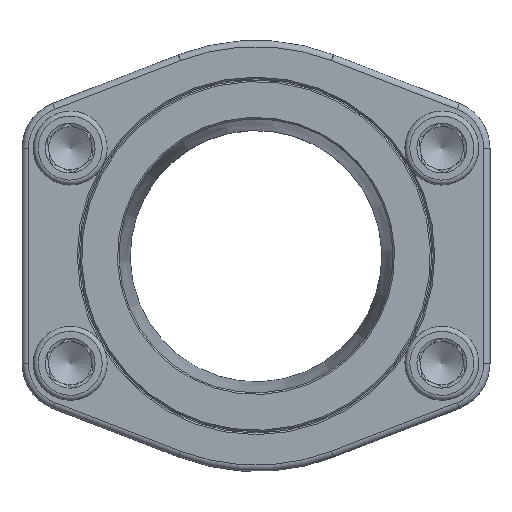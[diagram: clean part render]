
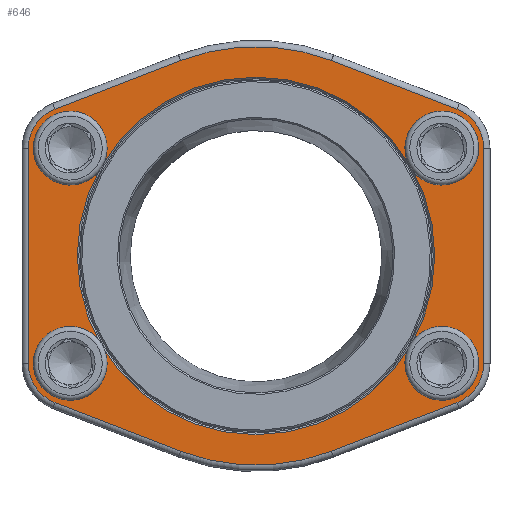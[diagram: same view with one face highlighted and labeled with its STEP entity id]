
A CAD part, top view. The second image highlights one B-rep face of the part: STEP entity #646.
In plain terms, the highlighted face is planar.
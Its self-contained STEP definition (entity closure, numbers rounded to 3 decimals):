
#225=LINE('',#3800,#285);
#226=LINE('',#3805,#286);
#227=LINE('',#3809,#287);
#228=LINE('',#3813,#288);
#229=LINE('',#3817,#289);
#230=LINE('',#3821,#290);
#285=VECTOR('',#2929,1.);
#286=VECTOR('',#2932,1.);
#287=VECTOR('',#2935,1.);
#288=VECTOR('',#2938,1.);
#289=VECTOR('',#2941,1.);
#290=VECTOR('',#2944,1.);
#521=FACE_BOUND('',#967,.T.);
#522=FACE_BOUND('',#968,.T.);
#523=FACE_BOUND('',#969,.T.);
#524=FACE_BOUND('',#970,.T.);
#525=FACE_BOUND('',#971,.T.);
#526=FACE_BOUND('',#972,.T.);
#646=ADVANCED_FACE('',(#521,#522,#523,#524,#525,#526),#747,.T.);
#747=PLANE('',#2397);
#967=EDGE_LOOP('',(#1357));
#968=EDGE_LOOP('',(#1358));
#969=EDGE_LOOP('',(#1359));
#970=EDGE_LOOP('',(#1360));
#971=EDGE_LOOP('',(#1361,#1362,#1363,#1364,#1365,#1366,#1367,#1368,#1369,
#1370,#1371,#1372));
#972=EDGE_LOOP('',(#1373));
#1357=ORIENTED_EDGE('',*,*,#1964,.T.);
#1358=ORIENTED_EDGE('',*,*,#1965,.T.);
#1359=ORIENTED_EDGE('',*,*,#1966,.T.);
#1360=ORIENTED_EDGE('',*,*,#1967,.T.);
#1361=ORIENTED_EDGE('',*,*,#1968,.T.);
#1362=ORIENTED_EDGE('',*,*,#1969,.T.);
#1363=ORIENTED_EDGE('',*,*,#1970,.T.);
#1364=ORIENTED_EDGE('',*,*,#1971,.T.);
#1365=ORIENTED_EDGE('',*,*,#1972,.T.);
#1366=ORIENTED_EDGE('',*,*,#1973,.T.);
#1367=ORIENTED_EDGE('',*,*,#1974,.T.);
#1368=ORIENTED_EDGE('',*,*,#1975,.T.);
#1369=ORIENTED_EDGE('',*,*,#1976,.T.);
#1370=ORIENTED_EDGE('',*,*,#1977,.T.);
#1371=ORIENTED_EDGE('',*,*,#1978,.T.);
#1372=ORIENTED_EDGE('',*,*,#1979,.T.);
#1373=ORIENTED_EDGE('',*,*,#1980,.T.);
#1743=VERTEX_POINT('',#3793);
#1744=VERTEX_POINT('',#3795);
#1745=VERTEX_POINT('',#3797);
#1746=VERTEX_POINT('',#3799);
#1747=VERTEX_POINT('',#3801);
#1748=VERTEX_POINT('',#3802);
#1749=VERTEX_POINT('',#3804);
#1750=VERTEX_POINT('',#3806);
#1751=VERTEX_POINT('',#3808);
#1752=VERTEX_POINT('',#3810);
#1753=VERTEX_POINT('',#3812);
#1754=VERTEX_POINT('',#3814);
#1755=VERTEX_POINT('',#3816);
#1756=VERTEX_POINT('',#3818);
#1757=VERTEX_POINT('',#3820);
#1758=VERTEX_POINT('',#3822);
#1759=VERTEX_POINT('',#3825);
#1964=EDGE_CURVE('',#1743,#1743,#2143,.T.);
#1965=EDGE_CURVE('',#1744,#1744,#2144,.T.);
#1966=EDGE_CURVE('',#1745,#1745,#2145,.T.);
#1967=EDGE_CURVE('',#1746,#1746,#2146,.T.);
#1968=EDGE_CURVE('',#1747,#1748,#225,.T.);
#1969=EDGE_CURVE('',#1748,#1749,#2147,.T.);
#1970=EDGE_CURVE('',#1749,#1750,#226,.T.);
#1971=EDGE_CURVE('',#1750,#1751,#2148,.T.);
#1972=EDGE_CURVE('',#1751,#1752,#227,.T.);
#1973=EDGE_CURVE('',#1752,#1753,#2149,.T.);
#1974=EDGE_CURVE('',#1753,#1754,#228,.T.);
#1975=EDGE_CURVE('',#1754,#1755,#2150,.T.);
#1976=EDGE_CURVE('',#1755,#1756,#229,.T.);
#1977=EDGE_CURVE('',#1756,#1757,#2151,.T.);
#1978=EDGE_CURVE('',#1757,#1758,#230,.T.);
#1979=EDGE_CURVE('',#1758,#1747,#2152,.T.);
#1980=EDGE_CURVE('',#1759,#1759,#2153,.T.);
#2143=CIRCLE('',#2386,9.);
#2144=CIRCLE('',#2387,9.);
#2145=CIRCLE('',#2388,9.);
#2146=CIRCLE('',#2389,9.);
#2147=CIRCLE('',#2390,68.);
#2148=CIRCLE('',#2391,13.65);
#2149=CIRCLE('',#2392,13.65);
#2150=CIRCLE('',#2393,68.);
#2151=CIRCLE('',#2394,13.65);
#2152=CIRCLE('',#2395,13.65);
#2153=CIRCLE('',#2396,58.05);
#2386=AXIS2_PLACEMENT_3D('',#3792,#2921,#2922);
#2387=AXIS2_PLACEMENT_3D('',#3794,#2923,#2924);
#2388=AXIS2_PLACEMENT_3D('',#3796,#2925,#2926);
#2389=AXIS2_PLACEMENT_3D('',#3798,#2927,#2928);
#2390=AXIS2_PLACEMENT_3D('',#3803,#2930,#2931);
#2391=AXIS2_PLACEMENT_3D('',#3807,#2933,#2934);
#2392=AXIS2_PLACEMENT_3D('',#3811,#2936,#2937);
#2393=AXIS2_PLACEMENT_3D('',#3815,#2939,#2940);
#2394=AXIS2_PLACEMENT_3D('',#3819,#2942,#2943);
#2395=AXIS2_PLACEMENT_3D('',#3823,#2945,#2946);
#2396=AXIS2_PLACEMENT_3D('',#3824,#2947,#2948);
#2397=AXIS2_PLACEMENT_3D('',#3826,#2949,#2950);
#2921=DIRECTION('',(0.,0.,1.));
#2922=DIRECTION('',(-1.,0.,0.));
#2923=DIRECTION('',(0.,0.,1.));
#2924=DIRECTION('',(-1.,0.,0.));
#2925=DIRECTION('',(0.,0.,1.));
#2926=DIRECTION('',(-1.,0.,0.));
#2927=DIRECTION('',(0.,0.,1.));
#2928=DIRECTION('',(-1.,0.,0.));
#2929=DIRECTION('',(-0.933,-0.36,0.));
#2930=DIRECTION('',(0.,0.,-1.));
#2931=DIRECTION('',(-1.,0.,0.));
#2932=DIRECTION('',(-0.933,0.36,0.));
#2933=DIRECTION('',(0.,0.,-1.));
#2934=DIRECTION('',(-1.,0.,0.));
#2935=DIRECTION('',(0.,1.,0.));
#2936=DIRECTION('',(0.,0.,-1.));
#2937=DIRECTION('',(-1.,0.,0.));
#2938=DIRECTION('',(0.933,0.36,0.));
#2939=DIRECTION('',(0.,0.,-1.));
#2940=DIRECTION('',(-1.,0.,0.));
#2941=DIRECTION('',(0.933,-0.36,0.));
#2942=DIRECTION('',(0.,0.,-1.));
#2943=DIRECTION('',(-1.,0.,0.));
#2944=DIRECTION('',(0.,-1.,0.));
#2945=DIRECTION('',(0.,0.,-1.));
#2946=DIRECTION('',(-1.,0.,0.));
#2947=DIRECTION('',(0.,0.,1.));
#2948=DIRECTION('',(-1.,0.,0.));
#2949=DIRECTION('',(0.,0.,-1.));
#2950=DIRECTION('',(-1.,0.,0.));
#3792=CARTESIAN_POINT('',(60.35,-34.95,0.));
#3793=CARTESIAN_POINT('',(51.35,-34.95,0.));
#3794=CARTESIAN_POINT('',(60.35,34.95,0.));
#3795=CARTESIAN_POINT('',(51.35,34.95,0.));
#3796=CARTESIAN_POINT('',(-60.35,34.95,0.));
#3797=CARTESIAN_POINT('',(-69.35,34.95,0.));
#3798=CARTESIAN_POINT('',(-60.35,-34.95,0.));
#3799=CARTESIAN_POINT('',(-69.35,-34.95,0.));
#3800=CARTESIAN_POINT('',(65.269,-47.683,0.));
#3801=CARTESIAN_POINT('',(65.269,-47.683,0.));
#3802=CARTESIAN_POINT('',(24.505,-63.431,0.));
#3803=CARTESIAN_POINT('',(0.,0.,0.));
#3804=CARTESIAN_POINT('',(-24.505,-63.431,0.));
#3805=CARTESIAN_POINT('',(39.756,-88.257,0.));
#3806=CARTESIAN_POINT('',(-65.269,-47.683,0.));
#3807=CARTESIAN_POINT('',(-60.35,-34.95,0.));
#3808=CARTESIAN_POINT('',(-74.,-34.95,0.));
#3809=CARTESIAN_POINT('',(-74.,-34.95,0.));
#3810=CARTESIAN_POINT('',(-74.,34.95,0.));
#3811=CARTESIAN_POINT('',(-60.35,34.95,0.));
#3812=CARTESIAN_POINT('',(-65.269,47.683,0.));
#3813=CARTESIAN_POINT('',(16.259,79.179,0.));
#3814=CARTESIAN_POINT('',(-24.505,63.431,0.));
#3815=CARTESIAN_POINT('',(0.,0.,0.));
#3816=CARTESIAN_POINT('',(24.505,63.431,0.));
#3817=CARTESIAN_POINT('',(88.766,38.605,0.));
#3818=CARTESIAN_POINT('',(65.269,47.683,0.));
#3819=CARTESIAN_POINT('',(60.35,34.95,0.));
#3820=CARTESIAN_POINT('',(74.,34.95,0.));
#3821=CARTESIAN_POINT('',(74.,-34.95,0.));
#3822=CARTESIAN_POINT('',(74.,-34.95,0.));
#3823=CARTESIAN_POINT('',(60.35,-34.95,0.));
#3824=CARTESIAN_POINT('',(0.,0.,0.));
#3825=CARTESIAN_POINT('',(-58.05,0.,0.));
#3826=CARTESIAN_POINT('',(60.35,-34.95,0.));
